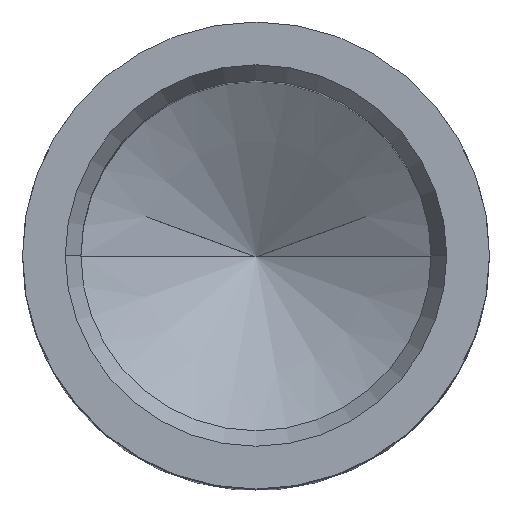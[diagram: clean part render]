
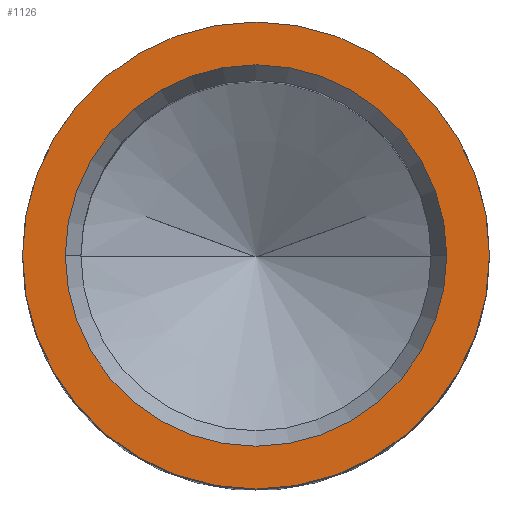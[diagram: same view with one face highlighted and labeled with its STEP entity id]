
A CAD part, top view. The second image highlights one B-rep face of the part: STEP entity #1126.
In plain terms, the highlighted planar face has unit normal (0, 0, 1).
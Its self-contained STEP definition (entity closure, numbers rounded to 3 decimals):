
#387=CARTESIAN_POINT('',(0.,0.,50.76));
#388=DIRECTION('',(0.,0.,-1.));
#389=DIRECTION('',(-1.,0.,0.));
#390=AXIS2_PLACEMENT_3D('',#387,#388,#389);
#392=CARTESIAN_POINT('',(0.,0.,50.76));
#393=DIRECTION('',(0.,0.,1.));
#394=DIRECTION('',(-1.,0.,0.));
#395=AXIS2_PLACEMENT_3D('',#392,#393,#394);
#405=CARTESIAN_POINT('',(0.,0.,50.76));
#406=DIRECTION('',(0.,0.,1.));
#407=DIRECTION('',(-1.,0.,0.));
#408=AXIS2_PLACEMENT_3D('',#405,#406,#407);
#410=CARTESIAN_POINT('',(0.,0.,50.76));
#411=DIRECTION('',(0.,0.,-1.));
#412=DIRECTION('',(-1.,0.,0.));
#413=AXIS2_PLACEMENT_3D('',#410,#411,#412);
#519=CARTESIAN_POINT('',(-15.,0.,50.76));
#520=VERTEX_POINT('',#519);
#521=CARTESIAN_POINT('',(-12.25,0.,50.76));
#523=VERTEX_POINT('',#521);
#543=CARTESIAN_POINT('',(15.,0.,50.76));
#544=VERTEX_POINT('',#543);
#545=CARTESIAN_POINT('',(12.25,0.,50.76));
#547=VERTEX_POINT('',#545);
#1111=CARTESIAN_POINT('',(0.,0.,50.76));
#1112=DIRECTION('',(0.,0.,-1.));
#1113=DIRECTION('',(1.,0.,0.));
#1114=AXIS2_PLACEMENT_3D('',#1111,#1112,#1113);
#1115=PLANE('',#1114);
#1116=ORIENTED_EDGE('',*,*,#1106,.T.);
#1117=ORIENTED_EDGE('',*,*,#1090,.F.);
#1118=EDGE_LOOP('',(#1116,#1117));
#1119=FACE_OUTER_BOUND('',#1118,.F.);
#1121=ORIENTED_EDGE('',*,*,#1120,.T.);
#1123=ORIENTED_EDGE('',*,*,#1122,.F.);
#1124=EDGE_LOOP('',(#1121,#1123));
#1125=FACE_BOUND('',#1124,.F.);
#1126=ADVANCED_FACE('',(#1119,#1125),#1115,.F.);
#391=CIRCLE('',#390,15.);
#396=CIRCLE('',#395,15.);
#409=CIRCLE('',#408,12.25);
#414=CIRCLE('',#413,12.25);
#1090=EDGE_CURVE('',#520,#544,#396,.T.);
#1106=EDGE_CURVE('',#520,#544,#391,.T.);
#1120=EDGE_CURVE('',#523,#547,#409,.T.);
#1122=EDGE_CURVE('',#523,#547,#414,.T.);
